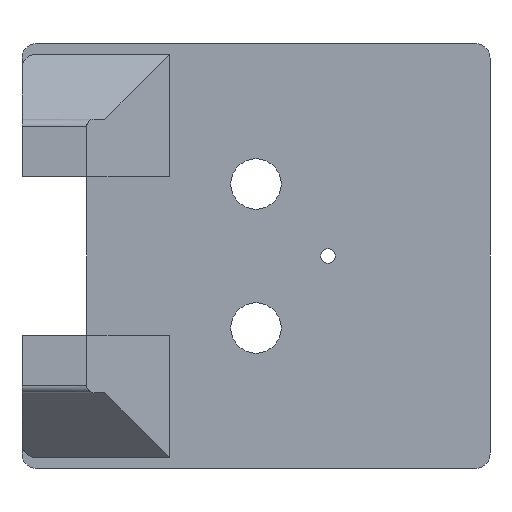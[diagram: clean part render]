
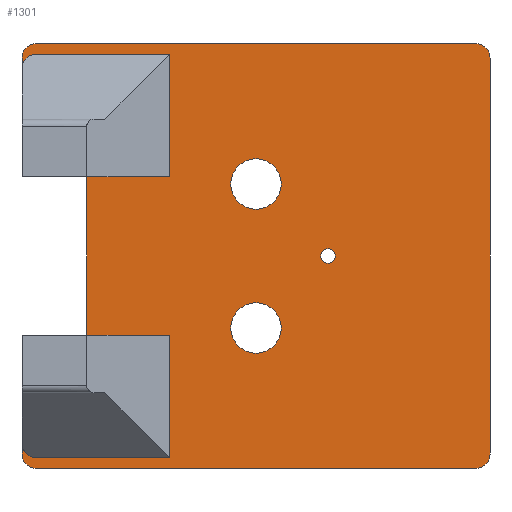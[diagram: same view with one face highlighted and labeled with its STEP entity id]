
A CAD part, front view. The second image highlights one B-rep face of the part: STEP entity #1301.
In plain terms, the highlighted planar face has unit normal (0, -1, 0).
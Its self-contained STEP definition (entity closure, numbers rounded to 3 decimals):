
#35=FACE_BOUND('',#258,.T.);
#36=FACE_BOUND('',#259,.T.);
#37=FACE_BOUND('',#260,.T.);
#77=CIRCLE('',#1412,2.);
#79=CIRCLE('',#1415,2.);
#85=CIRCLE('',#1427,2.);
#87=CIRCLE('',#1430,2.);
#89=CIRCLE('',#1434,2.);
#90=CIRCLE('',#1437,2.);
#91=CIRCLE('',#1441,3.5);
#92=CIRCLE('',#1442,1.);
#93=CIRCLE('',#1443,3.5);
#175=FACE_OUTER_BOUND('',#257,.T.);
#257=EDGE_LOOP('',(#1082,#1083,#1084,#1085,#1086,#1087,#1088,#1089,#1090,
#1091,#1092,#1093,#1094,#1095,#1096,#1097,#1098,#1099));
#258=EDGE_LOOP('',(#1100));
#259=EDGE_LOOP('',(#1101));
#260=EDGE_LOOP('',(#1102));
#342=LINE('',#2039,#468);
#356=LINE('',#2084,#482);
#369=LINE('',#2126,#495);
#370=LINE('',#2129,#496);
#371=LINE('',#2131,#497);
#372=LINE('',#2133,#498);
#373=LINE('',#2135,#499);
#374=LINE('',#2137,#500);
#375=LINE('',#2138,#501);
#376=LINE('',#2139,#502);
#377=LINE('',#2140,#503);
#378=LINE('',#2141,#504);
#468=VECTOR('',#1663,10.);
#482=VECTOR('',#1707,10.);
#495=VECTOR('',#1748,10.);
#496=VECTOR('',#1751,10.);
#497=VECTOR('',#1752,10.);
#498=VECTOR('',#1753,10.);
#499=VECTOR('',#1754,10.);
#500=VECTOR('',#1755,10.);
#501=VECTOR('',#1756,10.);
#502=VECTOR('',#1757,10.);
#503=VECTOR('',#1758,10.);
#504=VECTOR('',#1759,10.);
#599=VERTEX_POINT('',#2037);
#600=VERTEX_POINT('',#2038);
#603=VERTEX_POINT('',#2046);
#605=VERTEX_POINT('',#2052);
#615=VERTEX_POINT('',#2082);
#616=VERTEX_POINT('',#2083);
#619=VERTEX_POINT('',#2091);
#621=VERTEX_POINT('',#2097);
#623=VERTEX_POINT('',#2106);
#624=VERTEX_POINT('',#2107);
#626=VERTEX_POINT('',#2113);
#627=VERTEX_POINT('',#2114);
#631=VERTEX_POINT('',#2124);
#632=VERTEX_POINT('',#2128);
#633=VERTEX_POINT('',#2130);
#634=VERTEX_POINT('',#2132);
#635=VERTEX_POINT('',#2134);
#636=VERTEX_POINT('',#2136);
#637=VERTEX_POINT('',#2142);
#638=VERTEX_POINT('',#2144);
#639=VERTEX_POINT('',#2146);
#752=EDGE_CURVE('',#599,#600,#342,.T.);
#756=EDGE_CURVE('',#600,#603,#77,.T.);
#759=EDGE_CURVE('',#605,#599,#79,.T.);
#774=EDGE_CURVE('',#615,#616,#356,.T.);
#778=EDGE_CURVE('',#616,#619,#85,.T.);
#781=EDGE_CURVE('',#621,#615,#87,.T.);
#786=EDGE_CURVE('',#623,#624,#89,.T.);
#789=EDGE_CURVE('',#626,#627,#90,.T.);
#795=EDGE_CURVE('',#631,#623,#369,.T.);
#796=EDGE_CURVE('',#632,#631,#370,.T.);
#797=EDGE_CURVE('',#632,#633,#371,.T.);
#798=EDGE_CURVE('',#633,#634,#372,.T.);
#799=EDGE_CURVE('',#634,#635,#373,.T.);
#800=EDGE_CURVE('',#636,#635,#374,.T.);
#801=EDGE_CURVE('',#627,#636,#375,.T.);
#802=EDGE_CURVE('',#626,#621,#376,.T.);
#803=EDGE_CURVE('',#619,#605,#377,.T.);
#804=EDGE_CURVE('',#603,#624,#378,.T.);
#805=EDGE_CURVE('',#637,#637,#91,.T.);
#806=EDGE_CURVE('',#638,#638,#92,.T.);
#807=EDGE_CURVE('',#639,#639,#93,.T.);
#1082=ORIENTED_EDGE('',*,*,#796,.F.);
#1083=ORIENTED_EDGE('',*,*,#797,.T.);
#1084=ORIENTED_EDGE('',*,*,#798,.T.);
#1085=ORIENTED_EDGE('',*,*,#799,.T.);
#1086=ORIENTED_EDGE('',*,*,#800,.F.);
#1087=ORIENTED_EDGE('',*,*,#801,.F.);
#1088=ORIENTED_EDGE('',*,*,#789,.F.);
#1089=ORIENTED_EDGE('',*,*,#802,.T.);
#1090=ORIENTED_EDGE('',*,*,#781,.T.);
#1091=ORIENTED_EDGE('',*,*,#774,.T.);
#1092=ORIENTED_EDGE('',*,*,#778,.T.);
#1093=ORIENTED_EDGE('',*,*,#803,.T.);
#1094=ORIENTED_EDGE('',*,*,#759,.T.);
#1095=ORIENTED_EDGE('',*,*,#752,.T.);
#1096=ORIENTED_EDGE('',*,*,#756,.T.);
#1097=ORIENTED_EDGE('',*,*,#804,.T.);
#1098=ORIENTED_EDGE('',*,*,#786,.F.);
#1099=ORIENTED_EDGE('',*,*,#795,.F.);
#1100=ORIENTED_EDGE('',*,*,#805,.T.);
#1101=ORIENTED_EDGE('',*,*,#806,.T.);
#1102=ORIENTED_EDGE('',*,*,#807,.T.);
#1240=PLANE('',#1440);
#1301=ADVANCED_FACE('',(#175,#35,#36,#37),#1240,.F.);
#1412=AXIS2_PLACEMENT_3D('',#2047,#1669,#1670);
#1415=AXIS2_PLACEMENT_3D('',#2053,#1676,#1677);
#1427=AXIS2_PLACEMENT_3D('',#2092,#1713,#1714);
#1430=AXIS2_PLACEMENT_3D('',#2098,#1720,#1721);
#1434=AXIS2_PLACEMENT_3D('',#2108,#1731,#1732);
#1437=AXIS2_PLACEMENT_3D('',#2115,#1738,#1739);
#1440=AXIS2_PLACEMENT_3D('',#2127,#1749,#1750);
#1441=AXIS2_PLACEMENT_3D('',#2143,#1760,#1761);
#1442=AXIS2_PLACEMENT_3D('',#2145,#1762,#1763);
#1443=AXIS2_PLACEMENT_3D('',#2147,#1764,#1765);
#1663=DIRECTION('',(-1.,0.,0.));
#1669=DIRECTION('center_axis',(0.,-1.,0.));
#1670=DIRECTION('ref_axis',(0.,0.,1.));
#1676=DIRECTION('center_axis',(0.,-1.,0.));
#1677=DIRECTION('ref_axis',(1.,0.,0.));
#1707=DIRECTION('',(1.,0.,0.));
#1713=DIRECTION('center_axis',(0.,-1.,0.));
#1714=DIRECTION('ref_axis',(0.,0.,-1.));
#1720=DIRECTION('center_axis',(0.,-1.,0.));
#1721=DIRECTION('ref_axis',(-1.,0.,0.));
#1731=DIRECTION('center_axis',(0.,-1.,0.));
#1732=DIRECTION('ref_axis',(-0.707,0.,0.707));
#1738=DIRECTION('center_axis',(0.,-1.,0.));
#1739=DIRECTION('ref_axis',(-0.707,0.,-0.707));
#1748=DIRECTION('',(-1.,0.,0.));
#1749=DIRECTION('center_axis',(0.,1.,0.));
#1750=DIRECTION('ref_axis',(0.,0.,1.));
#1751=DIRECTION('',(0.,0.,1.));
#1752=DIRECTION('',(-1.,0.,0.));
#1753=DIRECTION('',(0.,0.,-1.));
#1754=DIRECTION('',(1.,0.,0.));
#1755=DIRECTION('',(0.,0.,1.));
#1756=DIRECTION('',(1.,0.,0.));
#1757=DIRECTION('',(0.,0.,-1.));
#1758=DIRECTION('',(0.,0.,1.));
#1759=DIRECTION('',(0.,0.,-1.));
#1760=DIRECTION('center_axis',(0.,1.,0.));
#1761=DIRECTION('ref_axis',(1.,0.,0.));
#1762=DIRECTION('center_axis',(0.,1.,0.));
#1763=DIRECTION('ref_axis',(1.,0.,0.));
#1764=DIRECTION('center_axis',(0.,1.,0.));
#1765=DIRECTION('ref_axis',(1.,0.,0.));
#2037=CARTESIAN_POINT('',(30.5,-1.5,29.5));
#2038=CARTESIAN_POINT('',(-30.5,-1.5,29.5));
#2039=CARTESIAN_POINT('',(30.5,-1.5,29.5));
#2046=CARTESIAN_POINT('',(-32.5,-1.5,27.5));
#2047=CARTESIAN_POINT('Origin',(-30.5,-1.5,27.5));
#2052=CARTESIAN_POINT('',(32.5,-1.5,27.5));
#2053=CARTESIAN_POINT('Origin',(30.5,-1.5,27.5));
#2082=CARTESIAN_POINT('',(-30.5,-1.5,-29.5));
#2083=CARTESIAN_POINT('',(30.5,-1.5,-29.5));
#2084=CARTESIAN_POINT('',(-30.5,-1.5,-29.5));
#2091=CARTESIAN_POINT('',(32.5,-1.5,-27.5));
#2092=CARTESIAN_POINT('Origin',(30.5,-1.5,-27.5));
#2097=CARTESIAN_POINT('',(-32.5,-1.5,-27.5));
#2098=CARTESIAN_POINT('Origin',(-30.5,-1.5,-27.5));
#2106=CARTESIAN_POINT('',(-30.5,-1.5,28.));
#2107=CARTESIAN_POINT('',(-32.5,-1.5,26.));
#2108=CARTESIAN_POINT('Origin',(-30.5,-1.5,26.));
#2113=CARTESIAN_POINT('',(-32.5,-1.5,-26.));
#2114=CARTESIAN_POINT('',(-30.5,-1.5,-28.));
#2115=CARTESIAN_POINT('Origin',(-30.5,-1.5,-26.));
#2124=CARTESIAN_POINT('',(-12.,-1.5,28.));
#2126=CARTESIAN_POINT('',(-32.5,-1.5,28.));
#2127=CARTESIAN_POINT('Origin',(0.,-1.5,0.));
#2128=CARTESIAN_POINT('',(-12.,-1.5,11.));
#2129=CARTESIAN_POINT('',(-12.,-1.5,5.5));
#2130=CARTESIAN_POINT('',(-23.5,-1.5,11.));
#2131=CARTESIAN_POINT('',(-16.25,-1.5,11.));
#2132=CARTESIAN_POINT('',(-23.5,-1.5,-11.));
#2133=CARTESIAN_POINT('',(-23.5,-1.5,-11.));
#2134=CARTESIAN_POINT('',(-12.,-1.5,-11.));
#2135=CARTESIAN_POINT('',(-11.75,-1.5,-11.));
#2136=CARTESIAN_POINT('',(-12.,-1.5,-28.));
#2137=CARTESIAN_POINT('',(-12.,-1.5,-9.5));
#2138=CARTESIAN_POINT('',(32.5,-1.5,-28.));
#2139=CARTESIAN_POINT('',(-32.5,-1.5,-26.));
#2140=CARTESIAN_POINT('',(32.5,-1.5,28.));
#2141=CARTESIAN_POINT('',(-32.5,-1.5,27.5));
#2142=CARTESIAN_POINT('',(-3.5,-1.5,-10.));
#2143=CARTESIAN_POINT('Origin',(0.,-1.5,-10.));
#2144=CARTESIAN_POINT('',(9.,-1.5,0.));
#2145=CARTESIAN_POINT('Origin',(10.,-1.5,0.));
#2146=CARTESIAN_POINT('',(-3.5,-1.5,10.));
#2147=CARTESIAN_POINT('Origin',(0.,-1.5,10.));
